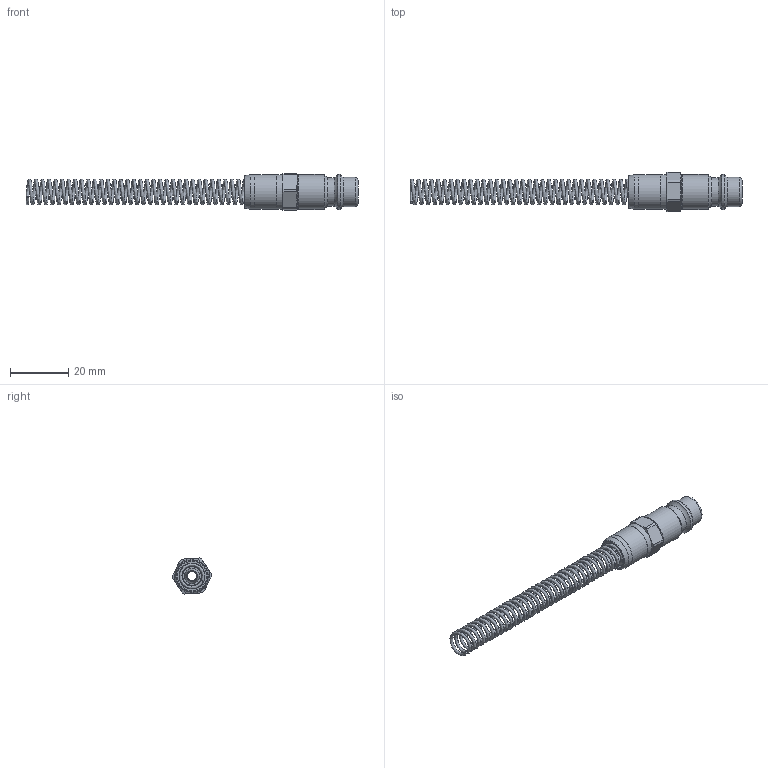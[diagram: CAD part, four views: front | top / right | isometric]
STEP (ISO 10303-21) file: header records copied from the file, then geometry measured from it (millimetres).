
FILE_DESCRIPTION((''),'2;1');
FILE_NAME('26sfkk06mxx.stp','2013-01-23T07:16:29',('AS035480'),(''),'Autodesk Inventor 2011','Autodesk Inventor 2011','');
FILE_SCHEMA(('AUTOMOTIVE_DESIGN { 1 0 10303 214 1 1 1 1 }'));
Length unit declared in the file: millimetre
Products named in the file (4): D105573; D105572; D104659; D104651
Assembly tree (3 placements, depth 2):
  D105573
    D105572
    D104659
    D104651
Bounding box: 113.81 x 13.4 x 12.39 mm (x, y, z)
Volume: 3087.7 mm3; surface area: 6010.5 mm2
Topology: 3 solids, 3 shells, 69 faces, 135 edges, 79 vertices
Faces by surface type: cylinder 22, cone 19, plane 19, torus 8, bspline 1
Full cylindrical faces by diameter (mm): 2.95 x1, 3.95 x1, 4.6 x1, 6.25 x1, 7.85 x1, 8.6 x1, 9.75 x1, 10 x4, 11.9 x1, 12 x4
Entity records: 9164 total; most frequent: CARTESIAN_POINT 7767, DIRECTION 296, ORIENTED_EDGE 208, AXIS2_PLACEMENT_3D 142, EDGE_LOOP 111, EDGE_CURVE 104, VERTEX_POINT 79, FACE_OUTER_BOUND 69
